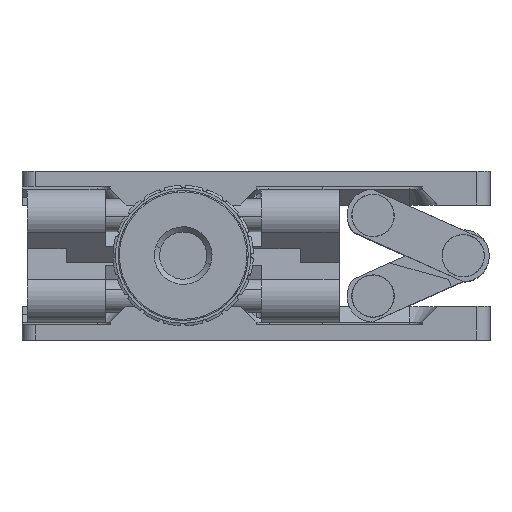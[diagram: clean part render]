
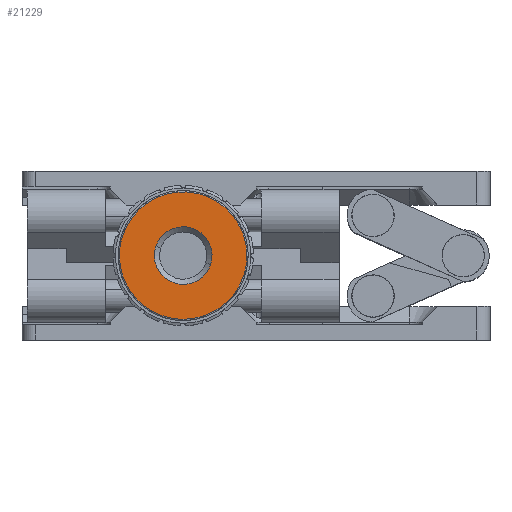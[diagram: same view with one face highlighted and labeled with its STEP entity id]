
A CAD part, top view. The second image highlights one B-rep face of the part: STEP entity #21229.
In plain terms, the highlighted planar face has unit normal (0, 0, 1).
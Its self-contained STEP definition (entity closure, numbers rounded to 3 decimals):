
#2340 = CARTESIAN_POINT ( 'NONE',  ( -4.722, 24.859, 97. ) ) ;
#2604 = DIRECTION ( 'NONE',  ( 0., 0., -1. ) ) ;
#2970 = VERTEX_POINT ( 'NONE', #50438 ) ;
#4336 = CARTESIAN_POINT ( 'NONE',  ( -28., 32.5, 97. ) ) ;
#7893 = CIRCLE ( 'NONE', #33155, 11.091 ) ;
#9182 = EDGE_LOOP ( 'NONE', ( #47785, #48189 ) ) ;
#11208 = AXIS2_PLACEMENT_3D ( 'NONE', #4336, #49940, #31078 ) ;
#14286 = ORIENTED_EDGE ( 'NONE', *, *, #43458, .T. ) ;
#14717 = CARTESIAN_POINT ( 'NONE',  ( -51.278, 40.141, 97. ) ) ;
#15259 = VERTEX_POINT ( 'NONE', #2340 ) ;
#16269 = CARTESIAN_POINT ( 'NONE',  ( 10.561, 71.414, 97. ) ) ;
#16393 = DIRECTION ( 'NONE',  ( -0.95, 0.312, 0. ) ) ;
#16672 = AXIS2_PLACEMENT_3D ( 'NONE', #45645, #60952, #16393 ) ;
#17400 = VERTEX_POINT ( 'NONE', #32805 ) ;
#18420 = CARTESIAN_POINT ( 'NONE',  ( -66.561, -6.414, 97. ) ) ;
#20931 = CARTESIAN_POINT ( 'NONE',  ( -4.722, 24.859, 97. ) ) ;
#21229 = ADVANCED_FACE ( 'NONE', ( #29155, #22222 ), #60521, .T. ) ;
#22222 = FACE_OUTER_BOUND ( 'NONE', #9182, .T. ) ;
#22794 = ORIENTED_EDGE ( 'NONE', *, *, #27454, .T. ) ;
#27069 = CARTESIAN_POINT ( 'NONE',  ( -28., 32.5, 97. ) ) ;
#27454 = EDGE_CURVE ( 'NONE', #2970, #17400, #51788, .T. ) ;
#28167 = CARTESIAN_POINT ( 'NONE',  ( -4.722, 24.859, 97. ) ) ;
#29155 = FACE_BOUND ( 'NONE', #46528, .T. ) ;
#31078 = DIRECTION ( 'NONE',  ( -0.95, 0.312, 0. ) ) ;
#32805 = CARTESIAN_POINT ( 'NONE',  ( -17.462, 29.041, 97. ) ) ;
#33155 = AXIS2_PLACEMENT_3D ( 'NONE', #27069, #2604, #36704 ) ;
#33369 = VERTEX_POINT ( 'NONE', #14717 ) ;
#36704 = DIRECTION ( 'NONE',  ( -0.95, 0.312, 0. ) ) ;
#43458 = EDGE_CURVE ( 'NONE', #17400, #2970, #7893, .T. ) ;
#45260 = EDGE_CURVE ( 'NONE', #33369, #15259, #59675, .T. ) ;
#45517 = CARTESIAN_POINT ( 'NONE',  ( -51.278, 40.141, 97. ) ) ;
#45645 = CARTESIAN_POINT ( 'NONE',  ( -33.55, 15.592, 97. ) ) ;
#46154 = CARTESIAN_POINT ( 'NONE',  ( -35.995, 86.697, 97. ) ) ;
#46528 = EDGE_LOOP ( 'NONE', ( #22794, #14286 ) ) ;
#47785 = ORIENTED_EDGE ( 'NONE', *, *, #57858, .F. ) ;
#47868 = CARTESIAN_POINT ( 'NONE',  ( -20.005, -21.697, 97. ) ) ;
#48189 = ORIENTED_EDGE ( 'NONE', *, *, #45260, .F. ) ;
#49024 =( BOUNDED_CURVE ( )  B_SPLINE_CURVE ( 3, ( #28167, #47868, #18420, #57440 ),
 .UNSPECIFIED., .F., .F. ) 
 B_SPLINE_CURVE_WITH_KNOTS ( ( 4, 4 ),
 ( 0.75, 1.25 ),
 .UNSPECIFIED. ) 
 CURVE ( )  GEOMETRIC_REPRESENTATION_ITEM ( )  RATIONAL_B_SPLINE_CURVE ( ( 1., 0.333, 0.333, 1. ) ) 
 REPRESENTATION_ITEM ( '' )  );
#49940 = DIRECTION ( 'NONE',  ( 0., 0., -1. ) ) ;
#50438 = CARTESIAN_POINT ( 'NONE',  ( -38.538, 35.959, 97. ) ) ;
#51788 = CIRCLE ( 'NONE', #11208, 11.091 ) ;
#57440 = CARTESIAN_POINT ( 'NONE',  ( -51.278, 40.141, 97. ) ) ;
#57858 = EDGE_CURVE ( 'NONE', #15259, #33369, #49024, .T. ) ;
#59675 =( BOUNDED_CURVE ( )  B_SPLINE_CURVE ( 3, ( #45517, #46154, #16269, #20931 ),
 .UNSPECIFIED., .F., .T. ) 
 B_SPLINE_CURVE_WITH_KNOTS ( ( 4, 4 ),
 ( 0.25, 0.75 ),
 .UNSPECIFIED. ) 
 CURVE ( )  GEOMETRIC_REPRESENTATION_ITEM ( )  RATIONAL_B_SPLINE_CURVE ( ( 1., 0.333, 0.333, 1. ) ) 
 REPRESENTATION_ITEM ( '' )  );
#60521 = PLANE ( 'NONE',  #16672 ) ;
#60952 = DIRECTION ( 'NONE',  ( 0., 0., 1. ) ) ;
